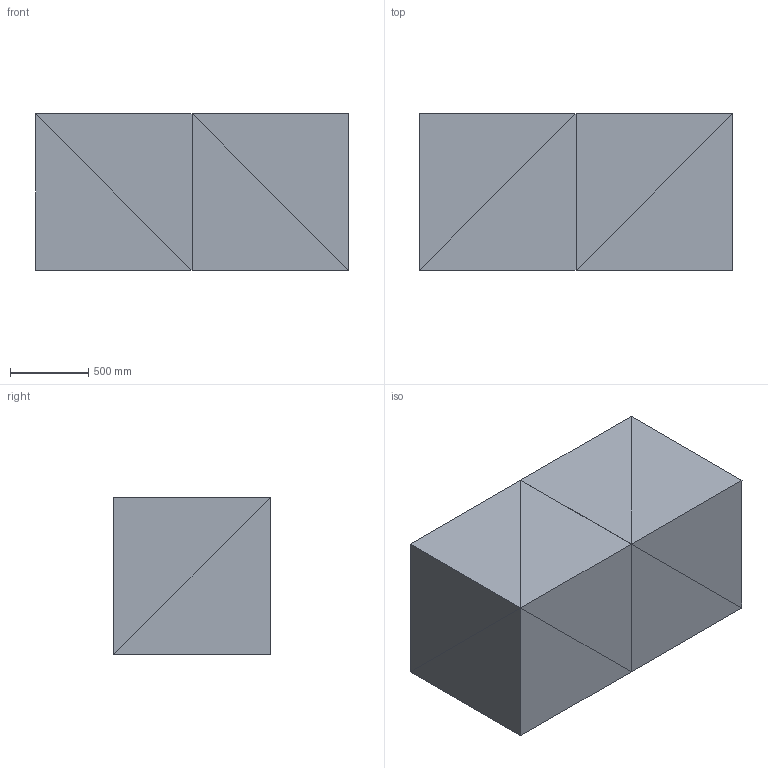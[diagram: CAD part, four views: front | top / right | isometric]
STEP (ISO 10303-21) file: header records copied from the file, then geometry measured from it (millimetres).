
FILE_DESCRIPTION(('Open CASCADE Model'),'2;1');
FILE_NAME('Open CASCADE Shape Model','2021-04-01T14:32:16',('Author'),( 'Open CASCADE'),'Open CASCADE STEP processor 7.1','Open CASCADE 7.1' ,'Unknown');
FILE_SCHEMA(('AUTOMOTIVE_DESIGN { 1 0 10303 214 1 1 1 1 }'));
Length unit declared in the file: millimetre
Products named in the file (3): Box; Box1; Model
Bounding box: 2000 x 1001.74 x 1001.74 mm (x, y, z)
Surface area: 11999999.7 mm2 (no closed solid volume)
Topology: 0 solids, 2 shells, 24 faces, 36 edges, 16 vertices
Faces by surface type: plane 24
Entity records: 969 total; most frequent: CARTESIAN_POINT 185, DIRECTION 122, ORIENTED_EDGE 72, LINE 72, VECTOR 72, PCURVE 72, DEFINITIONAL_REPRESENTATION 72, EDGE_CURVE 36
